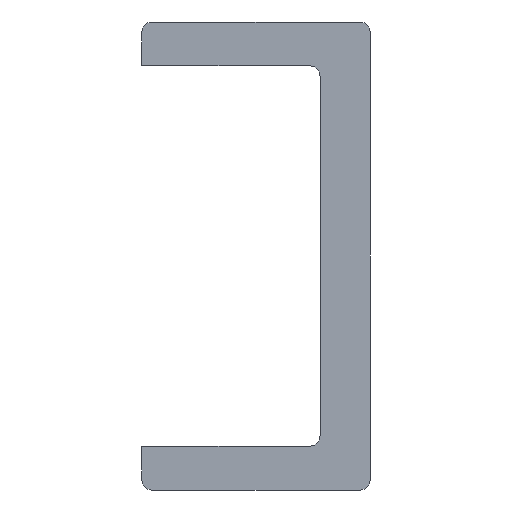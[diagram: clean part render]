
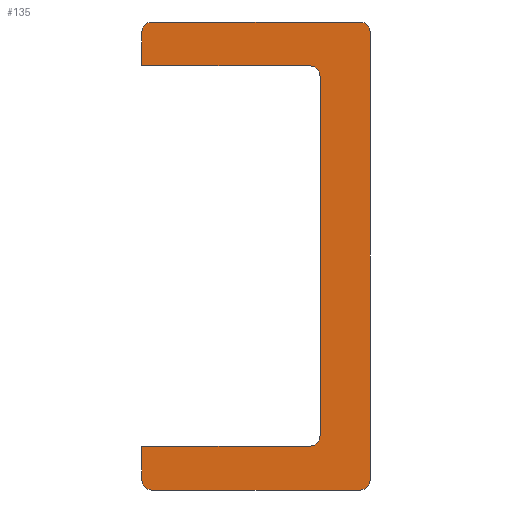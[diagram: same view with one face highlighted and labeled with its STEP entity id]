
A CAD part, front view. The second image highlights one B-rep face of the part: STEP entity #135.
In plain terms, the highlighted planar face has unit normal (0, -1, 0).
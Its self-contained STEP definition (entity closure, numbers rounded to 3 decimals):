
#135 = ADVANCED_FACE( '', ( #340 ), #341, .F. );
#340 = FACE_OUTER_BOUND( '', #689, .T. );
#341 = PLANE( '', #690 );
#689 = EDGE_LOOP( '', ( #1070, #1071, #1072, #1073, #1074, #1075, #1076, #1077, #1078, #1079, #1080, #1081, #1082, #1083 ) );
#690 = AXIS2_PLACEMENT_3D( '', #1084, #1085, #1086 );
#1070 = ORIENTED_EDGE( '', *, *, #1587, .F. );
#1071 = ORIENTED_EDGE( '', *, *, #1588, .T. );
#1072 = ORIENTED_EDGE( '', *, *, #1589, .F. );
#1073 = ORIENTED_EDGE( '', *, *, #1590, .T. );
#1074 = ORIENTED_EDGE( '', *, *, #1581, .F. );
#1075 = ORIENTED_EDGE( '', *, *, #1550, .F. );
#1076 = ORIENTED_EDGE( '', *, *, #1591, .F. );
#1077 = ORIENTED_EDGE( '', *, *, #1592, .F. );
#1078 = ORIENTED_EDGE( '', *, *, #1593, .F. );
#1079 = ORIENTED_EDGE( '', *, *, #1594, .F. );
#1080 = ORIENTED_EDGE( '', *, *, #1595, .F. );
#1081 = ORIENTED_EDGE( '', *, *, #1596, .T. );
#1082 = ORIENTED_EDGE( '', *, *, #1597, .F. );
#1083 = ORIENTED_EDGE( '', *, *, #1598, .T. );
#1084 = CARTESIAN_POINT( '', ( -10.5, 0., 21.5 ) );
#1085 = DIRECTION( '', ( 0., 1., 0. ) );
#1086 = DIRECTION( '', ( 0., 0., 1. ) );
#1550 = EDGE_CURVE( '', #1763, #1764, #1765, .T. );
#1581 = EDGE_CURVE( '', #1764, #1815, #1816, .T. );
#1587 = EDGE_CURVE( '', #1824, #1825, #1826, .T. );
#1588 = EDGE_CURVE( '', #1824, #1827, #1828, .F. );
#1589 = EDGE_CURVE( '', #1829, #1827, #1830, .T. );
#1590 = EDGE_CURVE( '', #1829, #1815, #1831, .F. );
#1591 = EDGE_CURVE( '', #1832, #1763, #1833, .T. );
#1592 = EDGE_CURVE( '', #1834, #1832, #1835, .T. );
#1593 = EDGE_CURVE( '', #1836, #1834, #1837, .T. );
#1594 = EDGE_CURVE( '', #1838, #1836, #1839, .T. );
#1595 = EDGE_CURVE( '', #1840, #1838, #1841, .T. );
#1596 = EDGE_CURVE( '', #1840, #1842, #1843, .F. );
#1597 = EDGE_CURVE( '', #1844, #1842, #1845, .T. );
#1598 = EDGE_CURVE( '', #1844, #1825, #1846, .F. );
#1763 = VERTEX_POINT( '', #2080 );
#1764 = VERTEX_POINT( '', #2081 );
#1765 = LINE( '', #2082, #2083 );
#1815 = VERTEX_POINT( '', #2136 );
#1816 = LINE( '', #2137, #2138 );
#1824 = VERTEX_POINT( '', #2148 );
#1825 = VERTEX_POINT( '', #2149 );
#1826 = LINE( '', #2150, #2151 );
#1827 = VERTEX_POINT( '', #2152 );
#1828 = CIRCLE( '', #2153, 0.9 );
#1829 = VERTEX_POINT( '', #2154 );
#1830 = LINE( '', #2155, #2156 );
#1831 = CIRCLE( '', #2157, 0.9 );
#1832 = VERTEX_POINT( '', #2158 );
#1833 = CIRCLE( '', #2159, 1. );
#1834 = VERTEX_POINT( '', #2160 );
#1835 = LINE( '', #2161, #2162 );
#1836 = VERTEX_POINT( '', #2163 );
#1837 = CIRCLE( '', #2164, 1. );
#1838 = VERTEX_POINT( '', #2165 );
#1839 = LINE( '', #2166, #2167 );
#1840 = VERTEX_POINT( '', #2168 );
#1841 = LINE( '', #2169, #2170 );
#1842 = VERTEX_POINT( '', #2171 );
#1843 = CIRCLE( '', #2172, 0.9 );
#1844 = VERTEX_POINT( '', #2173 );
#1845 = LINE( '', #2174, #2175 );
#1846 = CIRCLE( '', #2176, 0.9 );
#2080 = CARTESIAN_POINT( '', ( 4.9, 0., 17.5 ) );
#2081 = CARTESIAN_POINT( '', ( -10.5, 0., 17.5 ) );
#2082 = CARTESIAN_POINT( '', ( 4.9, 0., 17.5 ) );
#2083 = VECTOR( '', #2430, 1000. );
#2136 = CARTESIAN_POINT( '', ( -10.5, 0., 20.6 ) );
#2137 = CARTESIAN_POINT( '', ( -10.5, 0., -21.5 ) );
#2138 = VECTOR( '', #2485, 1000. );
#2148 = CARTESIAN_POINT( '', ( 10.5, 0., 20.6 ) );
#2149 = CARTESIAN_POINT( '', ( 10.5, 0., -20.6 ) );
#2150 = CARTESIAN_POINT( '', ( 10.5, 0., 21.5 ) );
#2151 = VECTOR( '', #2491, 1000. );
#2152 = CARTESIAN_POINT( '', ( 9.6, 0., 21.5 ) );
#2153 = AXIS2_PLACEMENT_3D( '', #2492, #2493, #2494 );
#2154 = CARTESIAN_POINT( '', ( -9.6, 0., 21.5 ) );
#2155 = CARTESIAN_POINT( '', ( -10.5, 0., 21.5 ) );
#2156 = VECTOR( '', #2495, 1000. );
#2157 = AXIS2_PLACEMENT_3D( '', #2496, #2497, #2498 );
#2158 = CARTESIAN_POINT( '', ( 5.9, 0., 16.5 ) );
#2159 = AXIS2_PLACEMENT_3D( '', #2499, #2500, #2501 );
#2160 = CARTESIAN_POINT( '', ( 5.9, 0., -16.5 ) );
#2161 = CARTESIAN_POINT( '', ( 5.9, 0., 16.5 ) );
#2162 = VECTOR( '', #2502, 1000. );
#2163 = CARTESIAN_POINT( '', ( 4.9, 0., -17.5 ) );
#2164 = AXIS2_PLACEMENT_3D( '', #2503, #2504, #2505 );
#2165 = CARTESIAN_POINT( '', ( -10.5, 0., -17.5 ) );
#2166 = CARTESIAN_POINT( '', ( 4.9, 0., -17.5 ) );
#2167 = VECTOR( '', #2506, 1000. );
#2168 = CARTESIAN_POINT( '', ( -10.5, 0., -20.6 ) );
#2169 = CARTESIAN_POINT( '', ( -10.5, 0., -21.5 ) );
#2170 = VECTOR( '', #2507, 1000. );
#2171 = CARTESIAN_POINT( '', ( -9.6, 0., -21.5 ) );
#2172 = AXIS2_PLACEMENT_3D( '', #2508, #2509, #2510 );
#2173 = CARTESIAN_POINT( '', ( 9.6, 0., -21.5 ) );
#2174 = CARTESIAN_POINT( '', ( 10.5, 0., -21.5 ) );
#2175 = VECTOR( '', #2511, 1000. );
#2176 = AXIS2_PLACEMENT_3D( '', #2512, #2513, #2514 );
#2430 = DIRECTION( '', ( -1., 0., 0. ) );
#2485 = DIRECTION( '', ( 0., 0., 1. ) );
#2491 = DIRECTION( '', ( 0., 0., -1. ) );
#2492 = CARTESIAN_POINT( '', ( 9.6, 0., 20.6 ) );
#2493 = DIRECTION( '', ( 0., 1., 0. ) );
#2494 = DIRECTION( '', ( 0., 0., 1. ) );
#2495 = DIRECTION( '', ( 1., 0., 0. ) );
#2496 = CARTESIAN_POINT( '', ( -9.6, 0., 20.6 ) );
#2497 = DIRECTION( '', ( 0., 1., 0. ) );
#2498 = DIRECTION( '', ( 0., 0., 1. ) );
#2499 = CARTESIAN_POINT( '', ( 4.9, 0., 16.5 ) );
#2500 = DIRECTION( '', ( 0., -1., 0. ) );
#2501 = DIRECTION( '', ( -1., 0., 0. ) );
#2502 = DIRECTION( '', ( 0., 0., 1. ) );
#2503 = CARTESIAN_POINT( '', ( 4.9, 0., -16.5 ) );
#2504 = DIRECTION( '', ( 0., -1., 0. ) );
#2505 = DIRECTION( '', ( -1., 0., 0. ) );
#2506 = DIRECTION( '', ( 1., 0., 0. ) );
#2507 = DIRECTION( '', ( 0., 0., 1. ) );
#2508 = CARTESIAN_POINT( '', ( -9.6, 0., -20.6 ) );
#2509 = DIRECTION( '', ( 0., 1., 0. ) );
#2510 = DIRECTION( '', ( 0., 0., 1. ) );
#2511 = DIRECTION( '', ( -1., 0., 0. ) );
#2512 = CARTESIAN_POINT( '', ( 9.6, 0., -20.6 ) );
#2513 = DIRECTION( '', ( 0., 1., 0. ) );
#2514 = DIRECTION( '', ( 0., 0., 1. ) );
